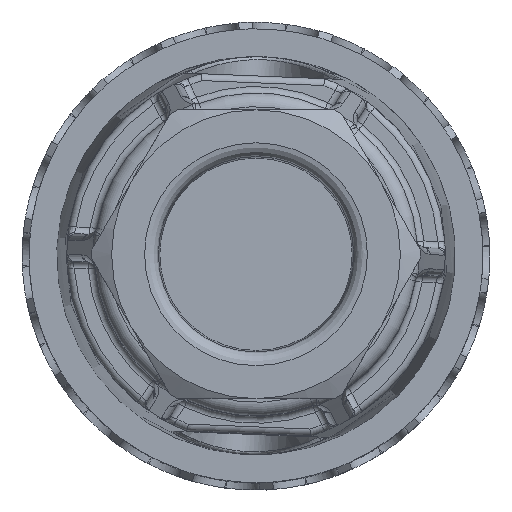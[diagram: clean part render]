
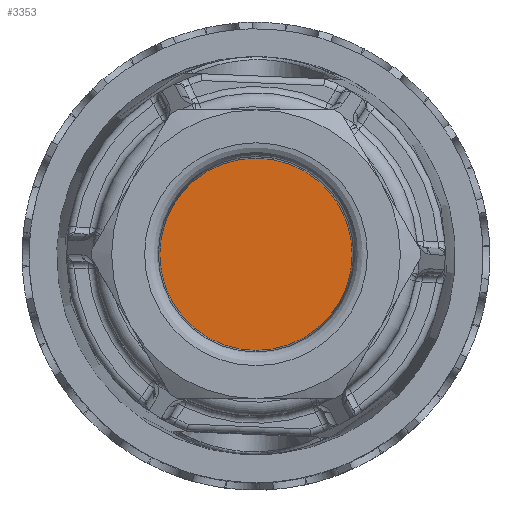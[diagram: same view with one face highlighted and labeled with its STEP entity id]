
A CAD part, top view. The second image highlights one B-rep face of the part: STEP entity #3353.
In plain terms, the highlighted planar face has unit normal (0, 0, 1).
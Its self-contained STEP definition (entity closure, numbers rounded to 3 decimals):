
#2054=CIRCLE('',#24645,6.998);
#3353=ADVANCED_FACE('',(#5283),#4062,.T.);
#4062=PLANE('',#24675);
#5283=FACE_OUTER_BOUND('',#6692,.T.);
#6692=EDGE_LOOP('',(#13308));
#13308=ORIENTED_EDGE('',*,*,#18718,.F.);
#15433=VERTEX_POINT('',#42543);
#18718=EDGE_CURVE('',#15433,#15433,#2054,.T.);
#24645=AXIS2_PLACEMENT_3D('',#42542,#30253,#30254);
#24675=AXIS2_PLACEMENT_3D('',#42937,#30325,#30326);
#30253=DIRECTION('',(0.,0.,-1.));
#30254=DIRECTION('',(1.,0.,0.));
#30325=DIRECTION('',(0.,0.,1.));
#30326=DIRECTION('',(1.,0.,0.));
#42542=CARTESIAN_POINT('',(-9.39,33.917,76.));
#42543=CARTESIAN_POINT('',(-2.392,33.917,76.));
#42937=CARTESIAN_POINT('',(-9.39,33.917,76.));
